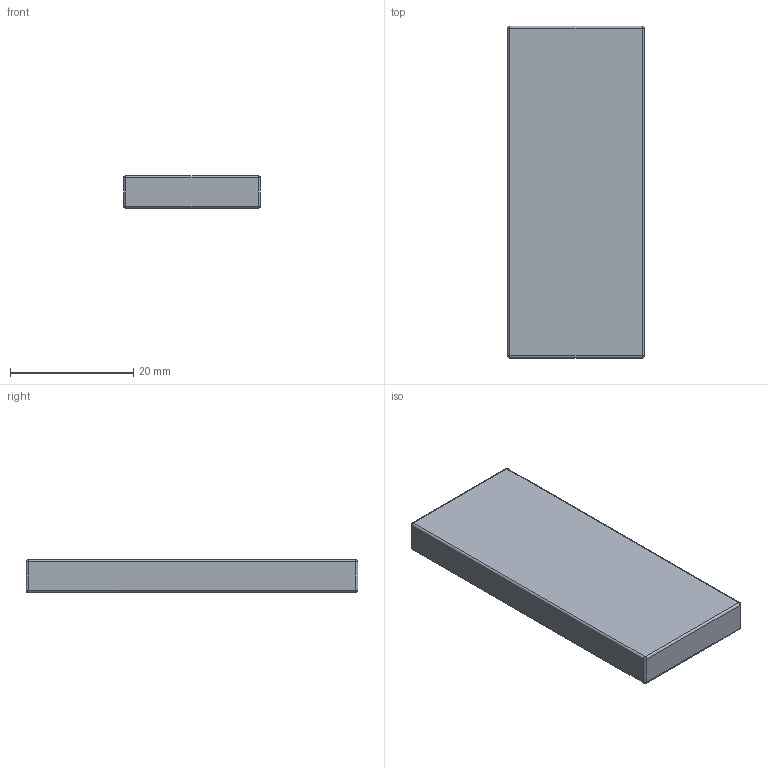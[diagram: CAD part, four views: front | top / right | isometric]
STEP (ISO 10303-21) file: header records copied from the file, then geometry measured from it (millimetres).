
FILE_DESCRIPTION (( 'STEP AP203' ), '1' );
FILE_NAME ('UCHT-P125DP-BOOT.STEP', '2020-02-20T17:34:04', ( '' ), ( '' ), 'SwSTEP 2.0', 'SolidWorks 2019', '' );
FILE_SCHEMA (( 'CONFIG_CONTROL_DESIGN' ));
Length unit declared in the file: inch
Products named in the file (1): UCHT-P125DP-BOOT
Bounding box: 22.23 x 53.98 x 5.27 mm (x, y, z)
Volume: 1765.9 mm3; surface area: 3922.1 mm2
Topology: 1 solids, 1 shells, 57 faces, 130 edges, 66 vertices
Faces by surface type: cylinder 24, plane 11, bspline 8, torus 8, sphere 6
Entity records: 1741 total; most frequent: CARTESIAN_POINT 500, DIRECTION 252, ORIENTED_EDGE 240, EDGE_CURVE 120, AXIS2_PLACEMENT_3D 102, VERTEX_POINT 66, EDGE_LOOP 58, ADVANCED_FACE 57
